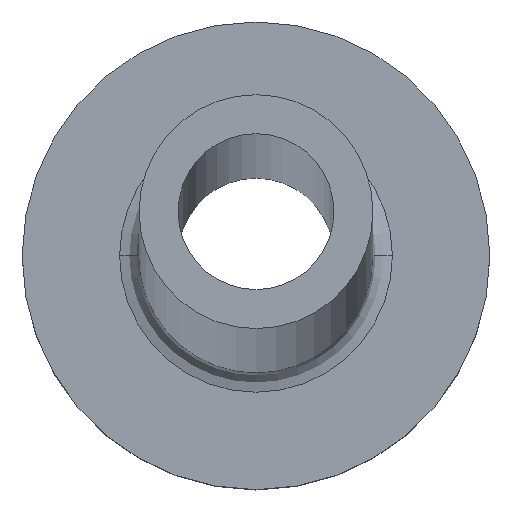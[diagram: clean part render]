
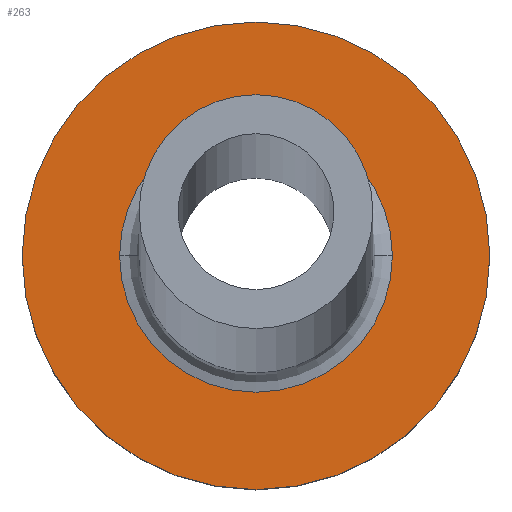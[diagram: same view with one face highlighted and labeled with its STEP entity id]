
A CAD part, top view. The second image highlights one B-rep face of the part: STEP entity #263.
In plain terms, the highlighted planar face has unit normal (0, 0, 1).
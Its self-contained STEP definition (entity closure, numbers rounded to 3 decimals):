
#16 = ORIENTED_EDGE ( 'NONE', *, *, #165, .T. ) ;
#19 = AXIS2_PLACEMENT_3D ( 'NONE', #83, #368, #21 ) ;
#21 = DIRECTION ( 'NONE',  ( 1., 0., 0. ) ) ;
#29 = FACE_BOUND ( 'NONE', #143, .T. ) ;
#44 = DIRECTION ( 'NONE',  ( 0., 0., 1. ) ) ;
#45 = CIRCLE ( 'NONE', #73, 6. ) ;
#53 = EDGE_CURVE ( 'NONE', #191, #137, #201, .T. ) ;
#57 = DIRECTION ( 'NONE',  ( 1., 0., 0. ) ) ;
#59 = CARTESIAN_POINT ( 'NONE',  ( -6., 0., 5. ) ) ;
#61 = CARTESIAN_POINT ( 'NONE',  ( 0., 0., 5. ) ) ;
#70 = CARTESIAN_POINT ( 'NONE',  ( 3.5, 0., 5. ) ) ;
#73 = AXIS2_PLACEMENT_3D ( 'NONE', #209, #108, #228 ) ;
#83 = CARTESIAN_POINT ( 'NONE',  ( 0., 0., 5. ) ) ;
#97 = DIRECTION ( 'NONE',  ( 1., 0., 0. ) ) ;
#108 = DIRECTION ( 'NONE',  ( 0., 0., 1. ) ) ;
#133 = AXIS2_PLACEMENT_3D ( 'NONE', #242, #324, #57 ) ;
#134 = CARTESIAN_POINT ( 'NONE',  ( -3.5, 0., 5. ) ) ;
#136 = AXIS2_PLACEMENT_3D ( 'NONE', #61, #303, #97 ) ;
#137 = VERTEX_POINT ( 'NONE', #298 ) ;
#143 = EDGE_LOOP ( 'NONE', ( #16, #207 ) ) ;
#149 = FACE_OUTER_BOUND ( 'NONE', #284, .T. ) ;
#160 = CARTESIAN_POINT ( 'NONE',  ( 0., 0., 5. ) ) ;
#165 = EDGE_CURVE ( 'NONE', #362, #347, #253, .T. ) ;
#175 = CIRCLE ( 'NONE', #19, 3.5 ) ;
#191 = VERTEX_POINT ( 'NONE', #59 ) ;
#201 = CIRCLE ( 'NONE', #136, 6. ) ;
#205 = ORIENTED_EDGE ( 'NONE', *, *, #330, .T. ) ;
#207 = ORIENTED_EDGE ( 'NONE', *, *, #306, .T. ) ;
#209 = CARTESIAN_POINT ( 'NONE',  ( 0., 0., 5. ) ) ;
#228 = DIRECTION ( 'NONE',  ( 1., 0., 0. ) ) ;
#242 = CARTESIAN_POINT ( 'NONE',  ( 0., 0., 5. ) ) ;
#253 = CIRCLE ( 'NONE', #133, 3.5 ) ;
#263 = ADVANCED_FACE ( 'NONE', ( #29, #149 ), #332, .T. ) ;
#284 = EDGE_LOOP ( 'NONE', ( #374, #205 ) ) ;
#298 = CARTESIAN_POINT ( 'NONE',  ( 6., 0., 5. ) ) ;
#303 = DIRECTION ( 'NONE',  ( 0., 0., 1. ) ) ;
#306 = EDGE_CURVE ( 'NONE', #347, #362, #175, .T. ) ;
#324 = DIRECTION ( 'NONE',  ( 0., 0., -1. ) ) ;
#329 = AXIS2_PLACEMENT_3D ( 'NONE', #160, #44, #364 ) ;
#330 = EDGE_CURVE ( 'NONE', #137, #191, #45, .T. ) ;
#332 = PLANE ( 'NONE',  #329 ) ;
#347 = VERTEX_POINT ( 'NONE', #134 ) ;
#362 = VERTEX_POINT ( 'NONE', #70 ) ;
#364 = DIRECTION ( 'NONE',  ( 1., 0., 0. ) ) ;
#368 = DIRECTION ( 'NONE',  ( 0., 0., -1. ) ) ;
#374 = ORIENTED_EDGE ( 'NONE', *, *, #53, .T. ) ;
